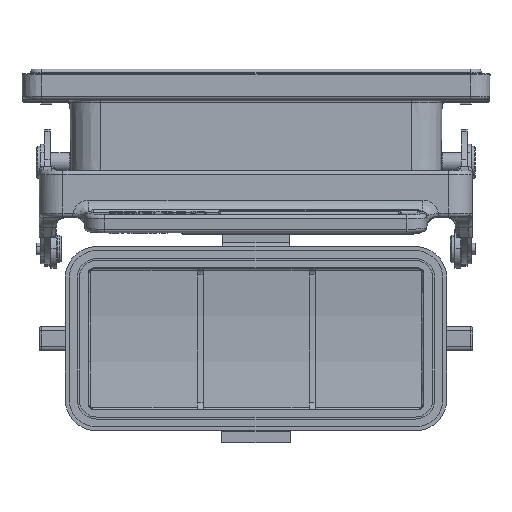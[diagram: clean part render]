
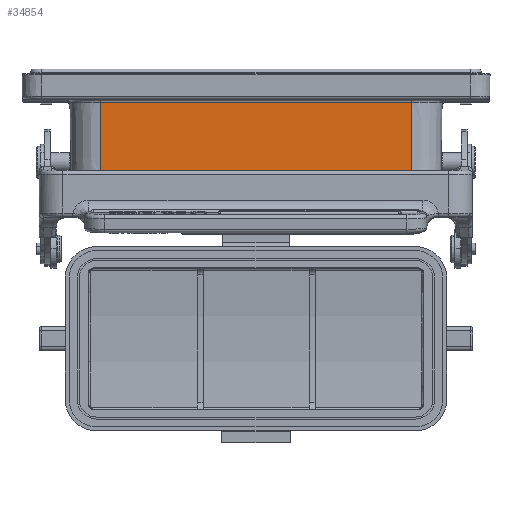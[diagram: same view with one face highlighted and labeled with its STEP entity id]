
A CAD part, top view. The second image highlights one B-rep face of the part: STEP entity #34854.
In plain terms, the highlighted planar face has unit normal (0, -0.009, 1).
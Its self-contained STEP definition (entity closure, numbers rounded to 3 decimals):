
#1120=DIRECTION('',(0.,-1.,-0.009));
#1121=VECTOR('',#1120,18.208);
#1122=CARTESIAN_POINT('',(-39.25,18.207,21.659));
#1123=LINE('',#1122,#1121);
#8093=DIRECTION('',(-1.,0.,0.));
#8094=VECTOR('',#8093,78.5);
#8095=CARTESIAN_POINT('',(39.25,0.,21.5));
#8096=LINE('',#8095,#8094);
#8097=DIRECTION('',(-1.,0.,0.));
#8098=VECTOR('',#8097,78.5);
#8099=CARTESIAN_POINT('',(39.25,18.207,21.659));
#8100=LINE('',#8099,#8098);
#8120=DIRECTION('',(0.,1.,0.009));
#8121=VECTOR('',#8120,18.208);
#8122=CARTESIAN_POINT('',(39.25,0.,21.5));
#8123=LINE('',#8122,#8121);
#20882=CARTESIAN_POINT('',(39.25,18.207,21.659));
#20883=VERTEX_POINT('',#20882);
#20886=CARTESIAN_POINT('',(39.25,0.,21.5));
#20887=VERTEX_POINT('',#20886);
#21050=CARTESIAN_POINT('',(-39.25,0.,21.5));
#21051=VERTEX_POINT('',#21050);
#21054=CARTESIAN_POINT('',(-39.25,18.207,
21.659));
#21055=VERTEX_POINT('',#21054);
#34841=CARTESIAN_POINT('',(-49.316,0.,21.5));
#34842=DIRECTION('',(0.,-0.009,1.));
#34843=DIRECTION('',(-1.,0.,0.));
#34844=AXIS2_PLACEMENT_3D('',#34841,#34842,#34843);
#34845=PLANE('',#34844);
#34846=ORIENTED_EDGE('',*,*,#34830,.T.);
#34847=ORIENTED_EDGE('',*,*,#25492,.F.);
#34849=ORIENTED_EDGE('',*,*,#34848,.F.);
#34851=ORIENTED_EDGE('',*,*,#34850,.F.);
#34852=EDGE_LOOP('',(#34846,#34847,#34849,#34851));
#34853=FACE_OUTER_BOUND('',#34852,.F.);
#34854=ADVANCED_FACE('',(#34853),#34845,.T.);
#25492=EDGE_CURVE('',#21055,#21051,#1123,.T.);
#34830=EDGE_CURVE('',#20887,#21051,#8096,.T.);
#34848=EDGE_CURVE('',#20883,#21055,#8100,.T.);
#34850=EDGE_CURVE('',#20887,#20883,#8123,.T.);
